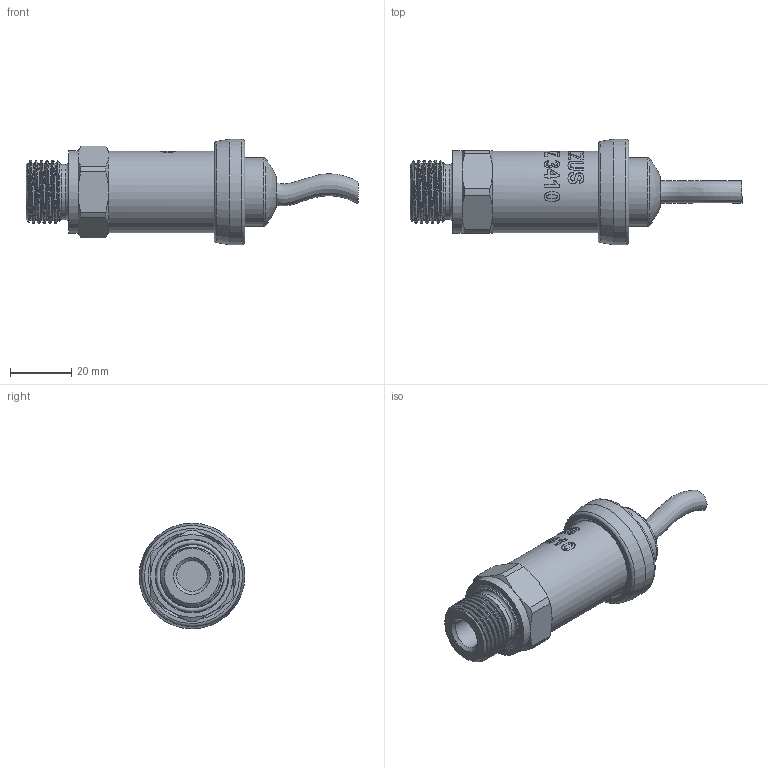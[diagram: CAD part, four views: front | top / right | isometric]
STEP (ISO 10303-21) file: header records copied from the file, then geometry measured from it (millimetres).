
FILE_DESCRIPTION(/* description */ (''),/* implementation_level */ '2;1');
FILE_NAME(/* name */ 'APZ3410_13_StainlessSteelCableGland.step',/* time_stamp */ '2021-06-17T12:52:21+03:00',/* author */ (''),/* organization */ (''),/* preprocessor_version */ 'ST-DEVELOPER v18.1',/* originating_system */ 'Autodesk Translation Framework v10.9.0.1377',/* authorisation */ '');
FILE_SCHEMA (('AUTOMOTIVE_DESIGN { 1 0 10303 214 3 1 1 }'));
Length unit declared in the file: millimetre
Products named in the file (7): APZ3410_x_y; Stainless steel cable gland assembly v4; wire; Stainless steel cable gland v2; Stainless steel cable gland nut v3; Shell; G 1/2 DIN OPEN PORT PVC PVDF
Assembly tree (6 placements, depth 3):
  APZ3410_x_y
    Stainless steel cable gland assembly v4
      wire
      Stainless steel cable gland v2
      Stainless steel cable gland nut v3
    Shell
    G 1/2 DIN OPEN PORT PVC PVDF
Bounding box: 108.49 x 34.5 x 34.5 mm (x, y, z)
Volume: 42886.8 mm3; surface area: 21787.3 mm2
Topology: 6 solids, 6 shells, 430 faces, 1131 edges, 742 vertices
Faces by surface type: bspline 235, cylinder 100, plane 47, cone 30, torus 17, sphere 1
Full cylindrical faces by diameter (mm): 7.2 x1, 10 x1, 13 x1, 18 x1, 18.631 x5, 20.5 x1, 21.4 x1, 22.3 x2, 22.4 x2, 23.7 x1, 24.035 x6, 24.5 x1, 24.884 x4, 25.132 x4, 25.157 x6, 25.2 x2, 25.5 x2, 25.526 x2, 26.5 x1, 26.85 x3, 26.98 x1, 27.208 x3, 27.7 x1, 34.5 x1
Entity records: 29244 total; most frequent: CARTESIAN_POINT 20173, ORIENTED_EDGE 2262, EDGE_CURVE 1131, DIRECTION 1104, VERTEX_POINT 742, B_SPLINE_CURVE_WITH_KNOTS 593, EDGE_LOOP 467, FACE_OUTER_BOUND 430
